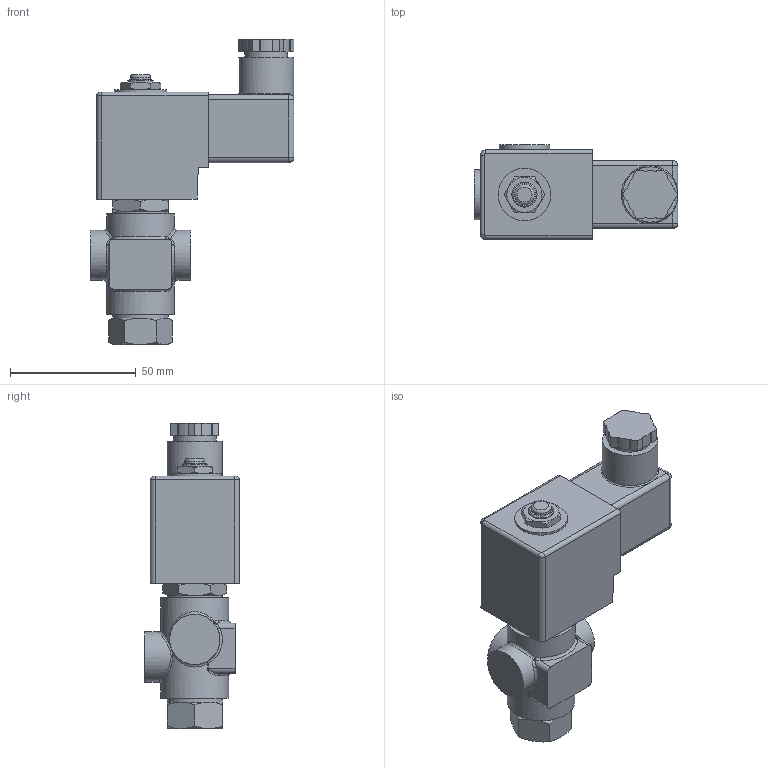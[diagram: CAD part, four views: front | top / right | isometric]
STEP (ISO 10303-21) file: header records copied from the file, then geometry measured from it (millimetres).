
FILE_DESCRIPTION(/* description */ ('3/2 direktgest. Magnetventil - step'),/* implementation_level */ '2;1');
FILE_NAME(/* name */ '075.000346_A7546-1002-.012.stp',/* time_stamp */ '2018-05-23T07:21:02+02:00',/* author */ ('EFast'),/* organization */ (''),/* preprocessor_version */ 'ST-DEVELOPER v16.1',/* originating_system */ 'Autodesk Inventor 2016',/* authorisation */ '');
FILE_SCHEMA (('AUTOMOTIVE_DESIGN { 1 0 10303 214 3 1 1 }'));
Length unit declared in the file: millimetre
Products named in the file (1): 88-001805
Bounding box: 81 x 37.75 x 121.4 mm (x, y, z)
Volume: 138060.4 mm3; surface area: 22199.3 mm2
Topology: 1 solids, 1 shells, 178 faces, 423 edges, 251 vertices
Faces by surface type: plane 75, cylinder 38, cone 38, bspline 13, sphere 8, torus 6
Full cylindrical faces by diameter (mm): 8 x1, 10 x1, 17 x1, 20 x3, 21 x1, 22 x3, 27 x2
Entity records: 5576 total; most frequent: CARTESIAN_POINT 1828, ORIENTED_EDGE 786, DIRECTION 759, EDGE_CURVE 393, AXIS2_PLACEMENT_3D 300, VERTEX_POINT 242, EDGE_LOOP 203, FACE_OUTER_BOUND 178
